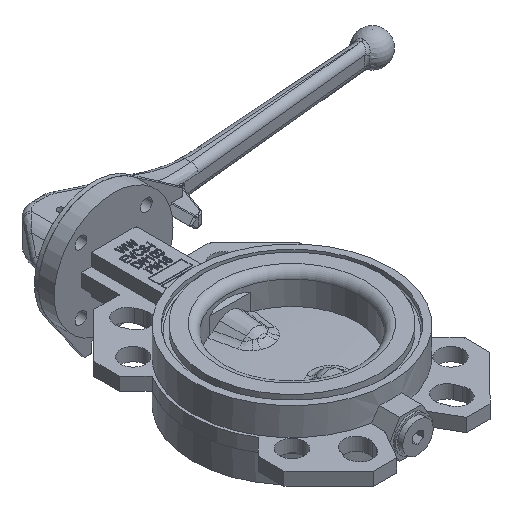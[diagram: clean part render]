
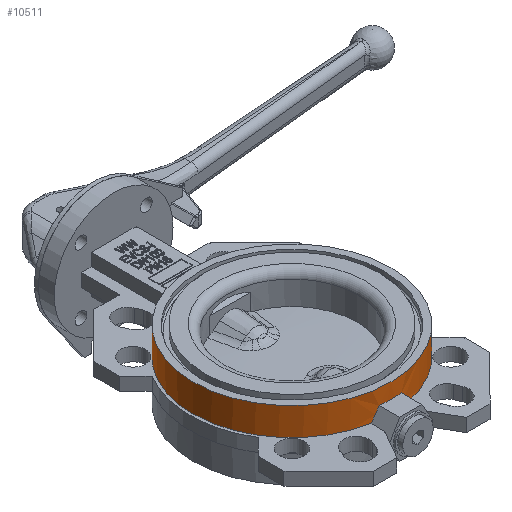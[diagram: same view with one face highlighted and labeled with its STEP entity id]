
A CAD part, isometric view. The second image highlights one B-rep face of the part: STEP entity #10511.
In plain terms, the highlighted cylindrical face has radius 75 mm (diameter 150 mm), a full revolution.
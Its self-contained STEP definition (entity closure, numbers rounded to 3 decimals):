
#262=ELLIPSE('',#11358,150.,75.);
#263=ELLIPSE('',#11360,150.,75.);
#962=CYLINDRICAL_SURFACE('',#11355,75.);
#1206=FACE_OUTER_BOUND('',#1802,.T.);
#1802=EDGE_LOOP('',(#7909,#7910,#7911,#7912,#7913,#7914,#7915,#7916,#7917,
#7918,#7919,#7920));
#2480=LINE('',#18466,#3349);
#2481=LINE('',#18478,#3350);
#2482=LINE('',#18482,#3351);
#3349=VECTOR('',#12873,75.);
#3350=VECTOR('',#12884,1000.);
#3351=VECTOR('',#12887,1000.);
#4241=CIRCLE('',#11356,75.);
#4242=CIRCLE('',#11357,75.);
#4243=CIRCLE('',#11359,75.);
#4244=CIRCLE('',#11361,75.);
#4245=CIRCLE('',#11362,75.);
#4246=CIRCLE('',#11363,75.);
#4727=VERTEX_POINT('',#18463);
#4728=VERTEX_POINT('',#18465);
#4729=VERTEX_POINT('',#18467);
#4730=VERTEX_POINT('',#18469);
#4731=VERTEX_POINT('',#18471);
#4732=VERTEX_POINT('',#18473);
#4733=VERTEX_POINT('',#18475);
#4734=VERTEX_POINT('',#18477);
#4735=VERTEX_POINT('',#18479);
#4736=VERTEX_POINT('',#18481);
#5906=EDGE_CURVE('',#4727,#4727,#4241,.T.);
#5907=EDGE_CURVE('',#4727,#4728,#2480,.T.);
#5908=EDGE_CURVE('',#4728,#4729,#4242,.T.);
#5909=EDGE_CURVE('',#4729,#4730,#262,.T.);
#5910=EDGE_CURVE('',#4730,#4731,#4243,.T.);
#5911=EDGE_CURVE('',#4731,#4732,#263,.T.);
#5912=EDGE_CURVE('',#4732,#4733,#4244,.T.);
#5913=EDGE_CURVE('',#4734,#4733,#2481,.T.);
#5914=EDGE_CURVE('',#4734,#4735,#4245,.T.);
#5915=EDGE_CURVE('',#4735,#4736,#2482,.T.);
#5916=EDGE_CURVE('',#4736,#4728,#4246,.T.);
#7909=ORIENTED_EDGE('',*,*,#5906,.F.);
#7910=ORIENTED_EDGE('',*,*,#5907,.T.);
#7911=ORIENTED_EDGE('',*,*,#5908,.T.);
#7912=ORIENTED_EDGE('',*,*,#5909,.T.);
#7913=ORIENTED_EDGE('',*,*,#5910,.T.);
#7914=ORIENTED_EDGE('',*,*,#5911,.T.);
#7915=ORIENTED_EDGE('',*,*,#5912,.T.);
#7916=ORIENTED_EDGE('',*,*,#5913,.F.);
#7917=ORIENTED_EDGE('',*,*,#5914,.T.);
#7918=ORIENTED_EDGE('',*,*,#5915,.T.);
#7919=ORIENTED_EDGE('',*,*,#5916,.T.);
#7920=ORIENTED_EDGE('',*,*,#5907,.F.);
#10511=ADVANCED_FACE('',(#1206),#962,.T.);
#11355=AXIS2_PLACEMENT_3D('',#18462,#12869,#12870);
#11356=AXIS2_PLACEMENT_3D('',#18464,#12871,#12872);
#11357=AXIS2_PLACEMENT_3D('',#18468,#12874,#12875);
#11358=AXIS2_PLACEMENT_3D('',#18470,#12876,#12877);
#11359=AXIS2_PLACEMENT_3D('',#18472,#12878,#12879);
#11360=AXIS2_PLACEMENT_3D('',#18474,#12880,#12881);
#11361=AXIS2_PLACEMENT_3D('',#18476,#12882,#12883);
#11362=AXIS2_PLACEMENT_3D('',#18480,#12885,#12886);
#11363=AXIS2_PLACEMENT_3D('',#18483,#12888,#12889);
#12869=DIRECTION('center_axis',(0.,0.,1.));
#12870=DIRECTION('ref_axis',(1.,0.,0.));
#12871=DIRECTION('center_axis',(0.,0.,1.));
#12872=DIRECTION('ref_axis',(1.,0.,0.));
#12873=DIRECTION('',(0.,0.,-1.));
#12874=DIRECTION('center_axis',(0.,0.,1.));
#12875=DIRECTION('ref_axis',(1.,0.,0.));
#12876=DIRECTION('center_axis',(-0.866,0.,
0.5));
#12877=DIRECTION('ref_axis',(0.5,0.,0.866));
#12878=DIRECTION('center_axis',(0.,0.,1.));
#12879=DIRECTION('ref_axis',(-1.,0.,0.));
#12880=DIRECTION('center_axis',(0.866,0.,
0.5));
#12881=DIRECTION('ref_axis',(0.5,0.,-0.866));
#12882=DIRECTION('center_axis',(0.,0.,1.));
#12883=DIRECTION('ref_axis',(1.,0.,0.));
#12884=DIRECTION('',(0.,0.,-1.));
#12885=DIRECTION('center_axis',(0.,0.,1.));
#12886=DIRECTION('ref_axis',(-1.,0.,0.));
#12887=DIRECTION('',(0.,0.,-1.));
#12888=DIRECTION('center_axis',(0.,0.,1.));
#12889=DIRECTION('ref_axis',(1.,0.,0.));
#18462=CARTESIAN_POINT('Origin',(0.,0.,115.101));
#18463=CARTESIAN_POINT('',(-75.,0.,26.));
#18464=CARTESIAN_POINT('Origin',(0.,0.,26.));
#18465=CARTESIAN_POINT('',(-75.,0.,5.));
#18466=CARTESIAN_POINT('',(-75.,0.,115.101));
#18467=CARTESIAN_POINT('',(-13.856,-73.709,5.));
#18468=CARTESIAN_POINT('Origin',(0.,0.,5.));
#18469=CARTESIAN_POINT('',(-8.372,-74.531,14.5));
#18470=CARTESIAN_POINT('Origin',(0.,0.,
29.));
#18471=CARTESIAN_POINT('',(8.372,-74.531,14.5));
#18472=CARTESIAN_POINT('Origin',(0.,0.,14.5));
#18473=CARTESIAN_POINT('',(13.856,-73.709,5.));
#18474=CARTESIAN_POINT('Origin',(0.,0.,
29.));
#18475=CARTESIAN_POINT('',(17.,73.048,5.));
#18476=CARTESIAN_POINT('Origin',(0.,0.,5.));
#18477=CARTESIAN_POINT('',(17.,73.048,14.5));
#18478=CARTESIAN_POINT('',(17.,73.048,14.5));
#18479=CARTESIAN_POINT('',(-17.,73.048,14.5));
#18480=CARTESIAN_POINT('Origin',(0.,0.,14.5));
#18481=CARTESIAN_POINT('',(-17.,73.048,5.));
#18482=CARTESIAN_POINT('',(-17.,73.048,14.5));
#18483=CARTESIAN_POINT('Origin',(0.,0.,5.));
